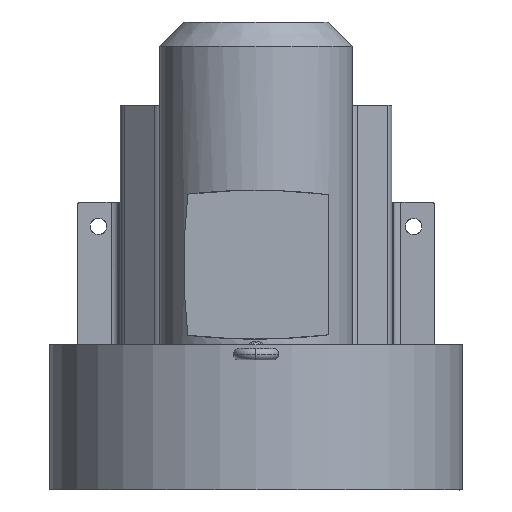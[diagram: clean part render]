
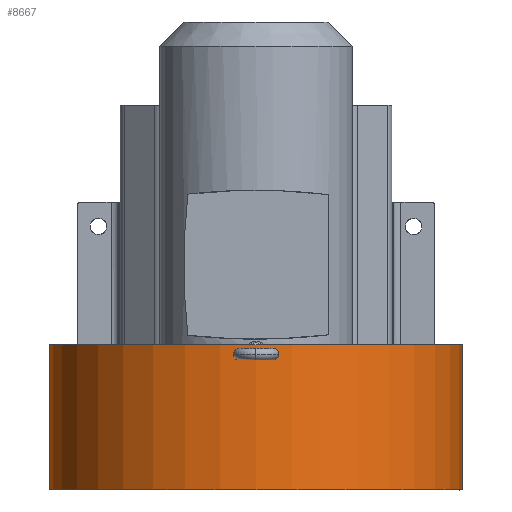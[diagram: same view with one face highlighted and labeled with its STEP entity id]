
A CAD part, front view. The second image highlights one B-rep face of the part: STEP entity #8667.
In plain terms, the highlighted cylindrical face has radius 170.35 mm (diameter 340.7 mm), a partial arc.
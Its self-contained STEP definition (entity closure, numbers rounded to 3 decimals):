
#417 = CARTESIAN_POINT ( 'NONE',  ( 0., 0., -61.55 ) ) ;
#437 = CARTESIAN_POINT ( 'NONE',  ( -170.35, 0., 58.45 ) ) ;
#475 = AXIS2_PLACEMENT_3D ( 'NONE', #877, #4668, #12158 ) ;
#759 = EDGE_CURVE ( 'NONE', #852, #11347, #982, .T. ) ;
#852 = VERTEX_POINT ( 'NONE', #437 ) ;
#866 = CARTESIAN_POINT ( 'NONE',  ( -170.35, 0., -96.55 ) ) ;
#877 = CARTESIAN_POINT ( 'NONE',  ( 0., 0., -96.55 ) ) ;
#910 = EDGE_LOOP ( 'NONE', ( #10791, #5143, #6376, #3283 ) ) ;
#982 = LINE ( 'NONE', #866, #9966 ) ;
#1055 = FACE_OUTER_BOUND ( 'NONE', #910, .T. ) ;
#1063 = DIRECTION ( 'NONE',  ( 1., 0., 0. ) ) ;
#1088 = CARTESIAN_POINT ( 'NONE',  ( 170.35, 0., 58.45 ) ) ;
#1663 = EDGE_CURVE ( 'NONE', #2372, #1668, #4551, .T. ) ;
#1668 = VERTEX_POINT ( 'NONE', #6412 ) ;
#2372 = VERTEX_POINT ( 'NONE', #1088 ) ;
#2403 = CIRCLE ( 'NONE', #7920, 170.35 ) ;
#2926 = VECTOR ( 'NONE', #6470, 1000. ) ;
#3283 = ORIENTED_EDGE ( 'NONE', *, *, #9075, .F. ) ;
#3444 = AXIS2_PLACEMENT_3D ( 'NONE', #417, #7960, #7030 ) ;
#4551 = LINE ( 'NONE', #7267, #2926 ) ;
#4617 = CIRCLE ( 'NONE', #3444, 170.35 ) ;
#4668 = DIRECTION ( 'NONE',  ( 0., 0., -1. ) ) ;
#5143 = ORIENTED_EDGE ( 'NONE', *, *, #10043, .T. ) ;
#5840 = CARTESIAN_POINT ( 'NONE',  ( 0., 0., 58.45 ) ) ;
#6132 = CARTESIAN_POINT ( 'NONE',  ( -170.35, 0., -61.55 ) ) ;
#6376 = ORIENTED_EDGE ( 'NONE', *, *, #759, .T. ) ;
#6412 = CARTESIAN_POINT ( 'NONE',  ( 170.35, 0., -61.55 ) ) ;
#6455 = DIRECTION ( 'NONE',  ( 0., 0., -1. ) ) ;
#6470 = DIRECTION ( 'NONE',  ( 0., 0., -1. ) ) ;
#7030 = DIRECTION ( 'NONE',  ( -1., 0., 0. ) ) ;
#7267 = CARTESIAN_POINT ( 'NONE',  ( 170.35, 0., -96.55 ) ) ;
#7920 = AXIS2_PLACEMENT_3D ( 'NONE', #5840, #11355, #1063 ) ;
#7960 = DIRECTION ( 'NONE',  ( 0., 0., -1. ) ) ;
#8667 = ADVANCED_FACE ( 'NONE', ( #1055 ), #12038, .T. ) ;
#9075 = EDGE_CURVE ( 'NONE', #1668, #11347, #4617, .T. ) ;
#9966 = VECTOR ( 'NONE', #6455, 1000. ) ;
#10043 = EDGE_CURVE ( 'NONE', #2372, #852, #2403, .T. ) ;
#10791 = ORIENTED_EDGE ( 'NONE', *, *, #1663, .F. ) ;
#11347 = VERTEX_POINT ( 'NONE', #6132 ) ;
#11355 = DIRECTION ( 'NONE',  ( 0., 0., -1. ) ) ;
#12038 = CYLINDRICAL_SURFACE ( 'NONE', #475, 170.35 ) ;
#12158 = DIRECTION ( 'NONE',  ( -1., 0., 0. ) ) ;
